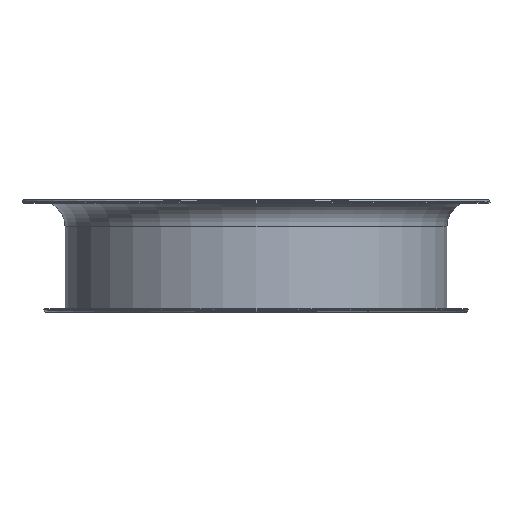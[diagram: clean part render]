
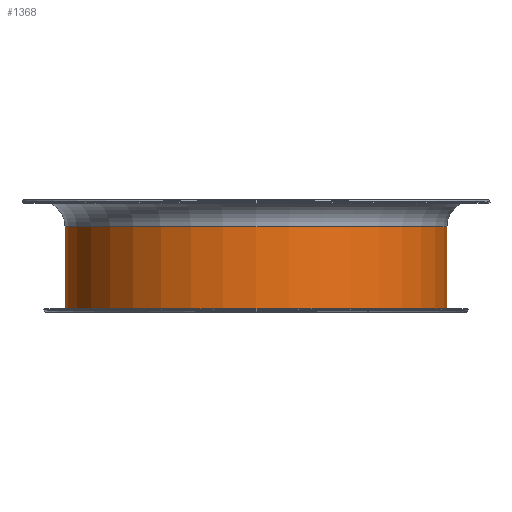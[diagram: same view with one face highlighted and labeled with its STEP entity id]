
A CAD part, left-side view. The second image highlights one B-rep face of the part: STEP entity #1368.
In plain terms, the highlighted cylindrical face has radius 508 mm (diameter 1016 mm), a partial arc.
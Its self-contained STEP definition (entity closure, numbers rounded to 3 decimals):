
#143 = AXIS2_PLACEMENT_3D ( 'NONE', #621, #1157, #914 ) ;
#173 = CARTESIAN_POINT ( 'NONE',  ( 0., -508., 0. ) ) ;
#243 = LINE ( 'NONE', #173, #2386 ) ;
#270 = VERTEX_POINT ( 'NONE', #3107 ) ;
#481 = DIRECTION ( 'NONE',  ( 0., 0., 1. ) ) ;
#585 = CARTESIAN_POINT ( 'NONE',  ( 0., 508., 228. ) ) ;
#621 = CARTESIAN_POINT ( 'NONE',  ( 0., 0., 7. ) ) ;
#814 = AXIS2_PLACEMENT_3D ( 'NONE', #2729, #481, #1587 ) ;
#914 = DIRECTION ( 'NONE',  ( 0., -1., 0. ) ) ;
#919 = ORIENTED_EDGE ( 'NONE', *, *, #2503, .F. ) ;
#934 = CARTESIAN_POINT ( 'NONE',  ( 0., 508., 0. ) ) ;
#1035 = DIRECTION ( 'NONE',  ( 0., -1., 0. ) ) ;
#1157 = DIRECTION ( 'NONE',  ( 0., 0., 1. ) ) ;
#1175 = ORIENTED_EDGE ( 'NONE', *, *, #1430, .F. ) ;
#1225 = VERTEX_POINT ( 'NONE', #1263 ) ;
#1263 = CARTESIAN_POINT ( 'NONE',  ( 0., -508., 228. ) ) ;
#1332 = EDGE_CURVE ( 'NONE', #1693, #1225, #243, .T. ) ;
#1368 = ADVANCED_FACE ( 'NONE', ( #2300 ), #1567, .T. ) ;
#1430 = EDGE_CURVE ( 'NONE', #3207, #1225, #1519, .T. ) ;
#1519 = CIRCLE ( 'NONE', #814, 508. ) ;
#1543 = ORIENTED_EDGE ( 'NONE', *, *, #1332, .T. ) ;
#1567 = CYLINDRICAL_SURFACE ( 'NONE', #1963, 508. ) ;
#1587 = DIRECTION ( 'NONE',  ( 0., -1., 0. ) ) ;
#1666 = EDGE_LOOP ( 'NONE', ( #919, #2843, #1543, #1175 ) ) ;
#1668 = CIRCLE ( 'NONE', #143, 508. ) ;
#1693 = VERTEX_POINT ( 'NONE', #3487 ) ;
#1866 = CARTESIAN_POINT ( 'NONE',  ( 0., 0., 0. ) ) ;
#1963 = AXIS2_PLACEMENT_3D ( 'NONE', #1866, #2493, #1035 ) ;
#2300 = FACE_OUTER_BOUND ( 'NONE', #1666, .T. ) ;
#2386 = VECTOR ( 'NONE', #2763, 1000. ) ;
#2493 = DIRECTION ( 'NONE',  ( 0., 0., 1. ) ) ;
#2503 = EDGE_CURVE ( 'NONE', #270, #3207, #3512, .T. ) ;
#2729 = CARTESIAN_POINT ( 'NONE',  ( 0., 0., 228. ) ) ;
#2763 = DIRECTION ( 'NONE',  ( 0., 0., 1. ) ) ;
#2843 = ORIENTED_EDGE ( 'NONE', *, *, #3259, .T. ) ;
#3107 = CARTESIAN_POINT ( 'NONE',  ( 0., 508., 7. ) ) ;
#3194 = DIRECTION ( 'NONE',  ( 0., 0., 1. ) ) ;
#3207 = VERTEX_POINT ( 'NONE', #585 ) ;
#3259 = EDGE_CURVE ( 'NONE', #270, #1693, #1668, .T. ) ;
#3263 = VECTOR ( 'NONE', #3194, 1000. ) ;
#3487 = CARTESIAN_POINT ( 'NONE',  ( 0., -508., 7. ) ) ;
#3512 = LINE ( 'NONE', #934, #3263 ) ;
